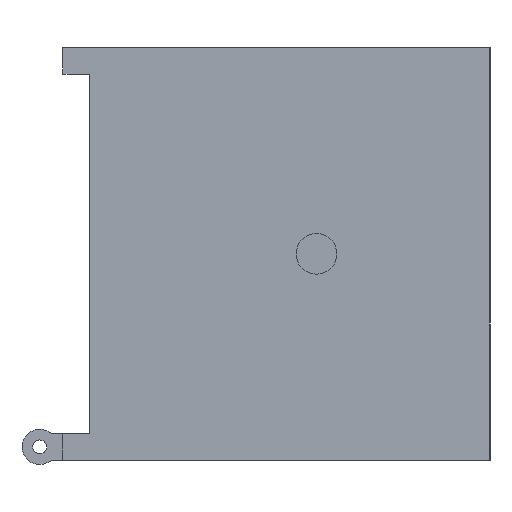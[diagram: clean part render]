
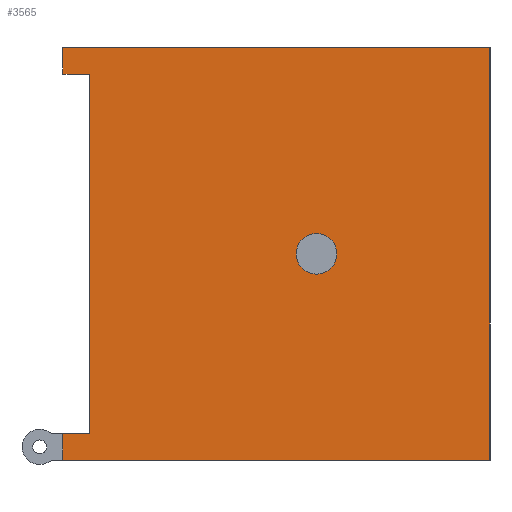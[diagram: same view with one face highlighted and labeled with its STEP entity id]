
A CAD part, left-side view. The second image highlights one B-rep face of the part: STEP entity #3565.
In plain terms, the highlighted planar face has unit normal (-1, 0, 0).
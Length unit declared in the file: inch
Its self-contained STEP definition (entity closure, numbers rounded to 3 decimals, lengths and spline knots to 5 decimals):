
#34 = VECTOR ( 'NONE', #11798, 39.37008 ) ;
#223 = FACE_OUTER_BOUND ( 'NONE', #3265, .T. ) ;
#610 = ORIENTED_EDGE ( 'NONE', *, *, #4853, .T. ) ;
#686 = ORIENTED_EDGE ( 'NONE', *, *, #6780, .F. ) ;
#712 = ORIENTED_EDGE ( 'NONE', *, *, #10191, .T. ) ;
#772 = ORIENTED_EDGE ( 'NONE', *, *, #7010, .F. ) ;
#993 = VECTOR ( 'NONE', #11112, 39.37008 ) ;
#1048 = VECTOR ( 'NONE', #1161, 39.37008 ) ;
#1161 = DIRECTION ( 'NONE',  ( 0., 0., 1. ) ) ;
#1266 = CARTESIAN_POINT ( 'NONE',  ( -3.11417, 0.25, 1.93307 ) ) ;
#1443 = VERTEX_POINT ( 'NONE', #9796 ) ;
#1714 = CIRCLE ( 'NONE', #8317, 0.19 ) ;
#1805 = CARTESIAN_POINT ( 'NONE',  ( -3.11417, 0., -1.93307 ) ) ;
#2562 = CARTESIAN_POINT ( 'NONE',  ( -3.11417, 4., 1.68307 ) ) ;
#2675 = CARTESIAN_POINT ( 'NONE',  ( -3.11417, 0.25, -1.93307 ) ) ;
#2968 = CIRCLE ( 'NONE', #4917, 0.19 ) ;
#2995 = DIRECTION ( 'NONE',  ( -1., 0., 0. ) ) ;
#3063 = ORIENTED_EDGE ( 'NONE', *, *, #4845, .F. ) ;
#3265 = EDGE_LOOP ( 'NONE', ( #5820, #772, #5879, #712, #610, #686, #11603, #4738 ) ) ;
#3433 = VERTEX_POINT ( 'NONE', #6969 ) ;
#3464 = CARTESIAN_POINT ( 'NONE',  ( -3.11417, 1.625, 0.19 ) ) ;
#3565 = ADVANCED_FACE ( 'NONE', ( #6043, #223 ), #5045, .F. ) ;
#3822 = CARTESIAN_POINT ( 'NONE',  ( -3.11417, 0., 1.93307 ) ) ;
#3910 = DIRECTION ( 'NONE',  ( 0., 0., 1. ) ) ;
#4396 = LINE ( 'NONE', #13459, #5659 ) ;
#4466 = EDGE_CURVE ( 'NONE', #14238, #10554, #14184, .T. ) ;
#4541 = EDGE_CURVE ( 'NONE', #9823, #14238, #10088, .T. ) ;
#4644 = AXIS2_PLACEMENT_3D ( 'NONE', #2675, #8646, #11984 ) ;
#4738 = ORIENTED_EDGE ( 'NONE', *, *, #4541, .F. ) ;
#4845 = EDGE_CURVE ( 'NONE', #13498, #13273, #1714, .T. ) ;
#4853 = EDGE_CURVE ( 'NONE', #3433, #10850, #12255, .T. ) ;
#4917 = AXIS2_PLACEMENT_3D ( 'NONE', #5444, #2995, #12070 ) ;
#5045 = PLANE ( 'NONE',  #4644 ) ;
#5315 = CARTESIAN_POINT ( 'NONE',  ( -3.11417, 0.25, -1.93307 ) ) ;
#5412 = VECTOR ( 'NONE', #9981, 39.37008 ) ;
#5444 = CARTESIAN_POINT ( 'NONE',  ( -3.11417, 1.625, 0. ) ) ;
#5659 = VECTOR ( 'NONE', #7684, 39.37008 ) ;
#5820 = ORIENTED_EDGE ( 'NONE', *, *, #13644, .F. ) ;
#5879 = ORIENTED_EDGE ( 'NONE', *, *, #13413, .F. ) ;
#6043 = FACE_BOUND ( 'NONE', #8091, .T. ) ;
#6132 = LINE ( 'NONE', #10784, #14676 ) ;
#6383 = CARTESIAN_POINT ( 'NONE',  ( -3.11417, 3.75, -1.68307 ) ) ;
#6780 = EDGE_CURVE ( 'NONE', #10554, #10850, #12645, .T. ) ;
#6858 = VERTEX_POINT ( 'NONE', #6383 ) ;
#6969 = CARTESIAN_POINT ( 'NONE',  ( -3.11417, 0., -1.93307 ) ) ;
#7010 = EDGE_CURVE ( 'NONE', #7651, #6858, #4396, .T. ) ;
#7442 = EDGE_CURVE ( 'NONE', #13273, #13498, #2968, .T. ) ;
#7539 = DIRECTION ( 'NONE',  ( 0., 0., 1. ) ) ;
#7651 = VERTEX_POINT ( 'NONE', #14867 ) ;
#7684 = DIRECTION ( 'NONE',  ( 0., -1., 0. ) ) ;
#8091 = EDGE_LOOP ( 'NONE', ( #3063, #12760 ) ) ;
#8283 = LINE ( 'NONE', #12909, #1048 ) ;
#8317 = AXIS2_PLACEMENT_3D ( 'NONE', #14600, #12407, #7539 ) ;
#8646 = DIRECTION ( 'NONE',  ( 1., 0., 0. ) ) ;
#8867 = CARTESIAN_POINT ( 'NONE',  ( -3.11417, 4., 1.68307 ) ) ;
#9046 = VECTOR ( 'NONE', #10006, 39.37008 ) ;
#9796 = CARTESIAN_POINT ( 'NONE',  ( -3.11417, 4., -1.93307 ) ) ;
#9823 = VERTEX_POINT ( 'NONE', #11682 ) ;
#9858 = CARTESIAN_POINT ( 'NONE',  ( -3.11417, 4., 1.68307 ) ) ;
#9981 = DIRECTION ( 'NONE',  ( 0., -1., 0. ) ) ;
#10006 = DIRECTION ( 'NONE',  ( 0., 1., 0. ) ) ;
#10088 = LINE ( 'NONE', #8867, #9046 ) ;
#10191 = EDGE_CURVE ( 'NONE', #1443, #3433, #13699, .T. ) ;
#10554 = VERTEX_POINT ( 'NONE', #10708 ) ;
#10708 = CARTESIAN_POINT ( 'NONE',  ( -3.11417, 4., 1.93307 ) ) ;
#10784 = CARTESIAN_POINT ( 'NONE',  ( -3.11417, 3.75, -1.68307 ) ) ;
#10850 = VERTEX_POINT ( 'NONE', #3822 ) ;
#11112 = DIRECTION ( 'NONE',  ( 0., 0., 1. ) ) ;
#11603 = ORIENTED_EDGE ( 'NONE', *, *, #4466, .F. ) ;
#11682 = CARTESIAN_POINT ( 'NONE',  ( -3.11417, 3.75, 1.68307 ) ) ;
#11798 = DIRECTION ( 'NONE',  ( 0., -1., 0. ) ) ;
#11977 = DIRECTION ( 'NONE',  ( 0., 0., 1. ) ) ;
#11984 = DIRECTION ( 'NONE',  ( 0., 0., -1. ) ) ;
#12070 = DIRECTION ( 'NONE',  ( 0., 0., 1. ) ) ;
#12255 = LINE ( 'NONE', #1805, #993 ) ;
#12407 = DIRECTION ( 'NONE',  ( -1., 0., 0. ) ) ;
#12645 = LINE ( 'NONE', #1266, #34 ) ;
#12760 = ORIENTED_EDGE ( 'NONE', *, *, #7442, .F. ) ;
#12909 = CARTESIAN_POINT ( 'NONE',  ( -3.11417, 4., 1.68307 ) ) ;
#13273 = VERTEX_POINT ( 'NONE', #13820 ) ;
#13413 = EDGE_CURVE ( 'NONE', #1443, #7651, #8283, .T. ) ;
#13459 = CARTESIAN_POINT ( 'NONE',  ( -3.11417, 4., -1.68307 ) ) ;
#13498 = VERTEX_POINT ( 'NONE', #3464 ) ;
#13644 = EDGE_CURVE ( 'NONE', #6858, #9823, #6132, .T. ) ;
#13699 = LINE ( 'NONE', #5315, #5412 ) ;
#13820 = CARTESIAN_POINT ( 'NONE',  ( -3.11417, 1.625, -0.19 ) ) ;
#14131 = VECTOR ( 'NONE', #11977, 39.37008 ) ;
#14184 = LINE ( 'NONE', #9858, #14131 ) ;
#14238 = VERTEX_POINT ( 'NONE', #2562 ) ;
#14600 = CARTESIAN_POINT ( 'NONE',  ( -3.11417, 1.625, 0. ) ) ;
#14676 = VECTOR ( 'NONE', #3910, 39.37008 ) ;
#14867 = CARTESIAN_POINT ( 'NONE',  ( -3.11417, 4., -1.68307 ) ) ;
